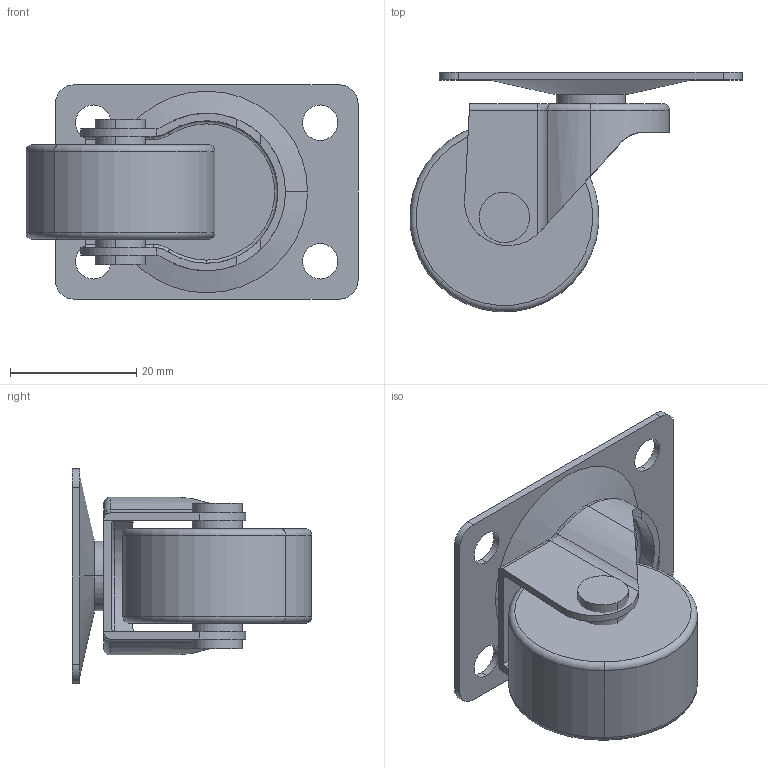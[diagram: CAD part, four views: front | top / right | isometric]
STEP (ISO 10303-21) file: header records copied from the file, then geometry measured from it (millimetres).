
FILE_DESCRIPTION (( 'STEP AP214' ), '1' );
FILE_NAME ('F000859_3D.step', '2022-11-21T18:07:53', ( '' ), ( '' ), 'SwSTEP 2.0', 'SolidWorks 2020', '' );
FILE_SCHEMA (( 'AUTOMOTIVE_DESIGN' ));
Length unit declared in the file: millimetre
Products named in the file (1): F000859_3D
Bounding box: 52.66 x 37.96 x 34 mm (x, y, z)
Volume: 16460.5 mm3; surface area: 10026.9 mm2
Topology: 4 solids, 4 shells, 80 faces, 192 edges, 122 vertices
Faces by surface type: cylinder 40, plane 24, torus 14, cone 2
Entity records: 3353 total; most frequent: CARTESIAN_POINT 493, DIRECTION 428, ORIENTED_EDGE 384, EDGE_CURVE 192, AXIS2_PLACEMENT_3D 177, VERTEX_POINT 122, CIRCLE 96, EDGE_LOOP 94
